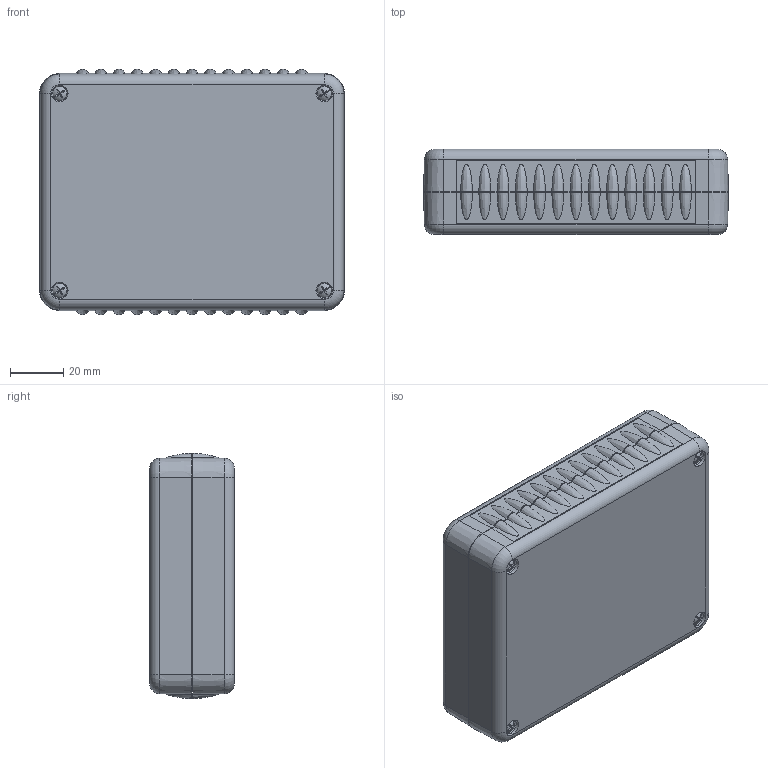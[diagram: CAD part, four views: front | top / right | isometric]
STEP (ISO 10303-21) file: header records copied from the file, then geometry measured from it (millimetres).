
FILE_DESCRIPTION (( 'STEP AP214' ), '1' );
FILE_NAME ('QS-50MBR ASS''Y.STEP', '2010-07-09T18:39:19', ( 'steve began' ), ( 'polycase' ), 'SwSTEP 2.0', 'SolidWorks 2010', '' );
FILE_SCHEMA (( 'AUTOMOTIVE_DESIGN' ));
Length unit declared in the file: inch
Products named in the file (5): QS-50BMB; SCREWS-HL1-BR; QS-50C_QS-50C-R; QS-50PCB; QS-50MBR ASS''Y
Assembly tree (7 placements, depth 2):
  QS-50MBR ASS''Y
    SCREWS-HL1-BR  x4
    QS-50C_QS-50C-R
    QS-50BMB
    QS-50PCB
Bounding box: 114.6 x 31.93 x 92.14 mm (x, y, z)
Volume: 97087 mm3; surface area: 85021.5 mm2
Topology: 7 solids, 7 shells, 727 faces, 2124 edges, 1380 vertices
Faces by surface type: cylinder 392, plane 139, cone 104, bspline 68, torus 16, sphere 8
Entity records: 20577 total; most frequent: CARTESIAN_POINT 11421, ORIENTED_EDGE 2098, DIRECTION 1613, EDGE_CURVE 1049, VERTEX_POINT 702, AXIS2_PLACEMENT_3D 593, LINE 427, VECTOR 427
